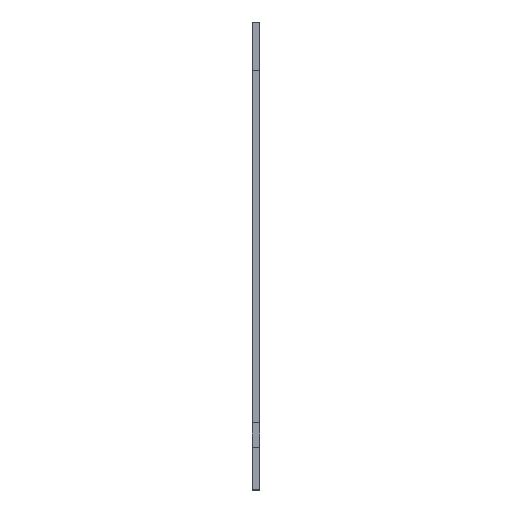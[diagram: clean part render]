
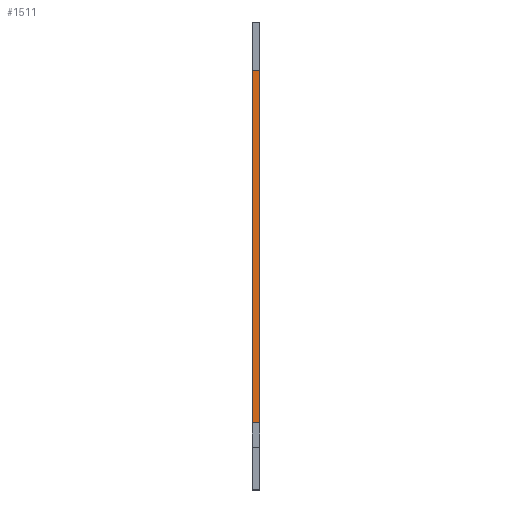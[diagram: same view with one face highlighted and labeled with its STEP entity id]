
A CAD part, left-side view. The second image highlights one B-rep face of the part: STEP entity #1511.
In plain terms, the highlighted planar face has unit normal (-1, 0, 0).
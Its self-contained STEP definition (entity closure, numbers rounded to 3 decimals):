
#37 = ORIENTED_EDGE ( 'NONE', *, *, #801, .F. ) ;
#155 = EDGE_LOOP ( 'NONE', ( #1750, #37, #822, #541 ) ) ;
#220 = CARTESIAN_POINT ( 'NONE',  ( -180., -1.5, -20.5 ) ) ;
#289 = DIRECTION ( 'NONE',  ( 0., -1., 0. ) ) ;
#337 = EDGE_CURVE ( 'NONE', #1893, #695, #2014, .T. ) ;
#444 = DIRECTION ( 'NONE',  ( 0., 0., 1. ) ) ;
#529 = FACE_OUTER_BOUND ( 'NONE', #155, .T. ) ;
#541 = ORIENTED_EDGE ( 'NONE', *, *, #757, .F. ) ;
#695 = VERTEX_POINT ( 'NONE', #1718 ) ;
#752 = LINE ( 'NONE', #1707, #1363 ) ;
#757 = EDGE_CURVE ( 'NONE', #695, #1443, #752, .T. ) ;
#796 = DIRECTION ( 'NONE',  ( 0., 1., 0. ) ) ;
#801 = EDGE_CURVE ( 'NONE', #1578, #1893, #1295, .T. ) ;
#822 = ORIENTED_EDGE ( 'NONE', *, *, #1541, .T. ) ;
#851 = PLANE ( 'NONE',  #1333 ) ;
#897 = DIRECTION ( 'NONE',  ( 0., 0., 1. ) ) ;
#916 = CARTESIAN_POINT ( 'NONE',  ( -180., 1.5, -180. ) ) ;
#1054 = CARTESIAN_POINT ( 'NONE',  ( -180., -1.5, -169.5 ) ) ;
#1061 = VECTOR ( 'NONE', #444, 1000. ) ;
#1175 = DIRECTION ( 'NONE',  ( 0., 0., -1. ) ) ;
#1212 = CARTESIAN_POINT ( 'NONE',  ( -180., -1.5, -180. ) ) ;
#1283 = CARTESIAN_POINT ( 'NONE',  ( -180., -1.5, -169.5 ) ) ;
#1295 = LINE ( 'NONE', #1283, #1393 ) ;
#1333 = AXIS2_PLACEMENT_3D ( 'NONE', #1789, #1960, #1175 ) ;
#1363 = VECTOR ( 'NONE', #289, 1000. ) ;
#1393 = VECTOR ( 'NONE', #796, 1000. ) ;
#1443 = VERTEX_POINT ( 'NONE', #220 ) ;
#1446 = CARTESIAN_POINT ( 'NONE',  ( -180., 1.5, -169.5 ) ) ;
#1511 = ADVANCED_FACE ( 'NONE', ( #529 ), #851, .F. ) ;
#1541 = EDGE_CURVE ( 'NONE', #1578, #1443, #1544, .T. ) ;
#1544 = LINE ( 'NONE', #1212, #1729 ) ;
#1578 = VERTEX_POINT ( 'NONE', #1054 ) ;
#1707 = CARTESIAN_POINT ( 'NONE',  ( -180., 1.5, -20.5 ) ) ;
#1718 = CARTESIAN_POINT ( 'NONE',  ( -180., 1.5, -20.5 ) ) ;
#1729 = VECTOR ( 'NONE', #897, 1000. ) ;
#1750 = ORIENTED_EDGE ( 'NONE', *, *, #337, .F. ) ;
#1789 = CARTESIAN_POINT ( 'NONE',  ( -180., 1.5, -180. ) ) ;
#1893 = VERTEX_POINT ( 'NONE', #1446 ) ;
#1960 = DIRECTION ( 'NONE',  ( 1., 0., 0. ) ) ;
#2014 = LINE ( 'NONE', #916, #1061 ) ;
